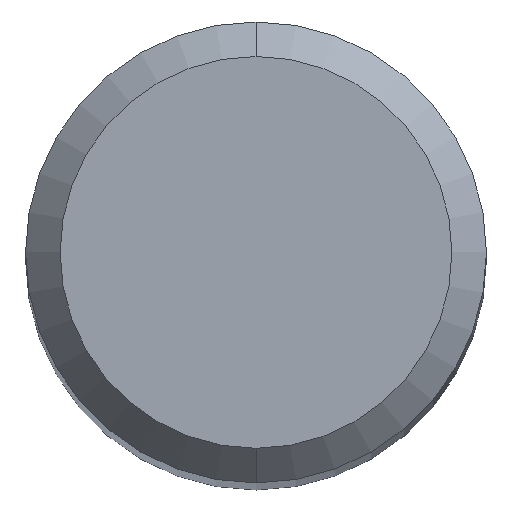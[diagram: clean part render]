
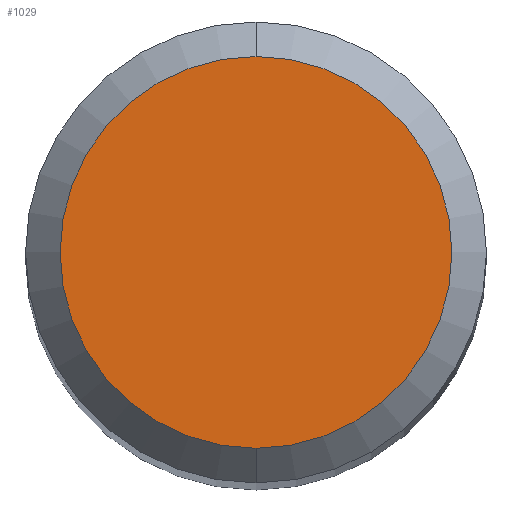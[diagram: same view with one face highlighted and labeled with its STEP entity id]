
A CAD part, top view. The second image highlights one B-rep face of the part: STEP entity #1029.
In plain terms, the highlighted planar face has unit normal (0, 0, 1).
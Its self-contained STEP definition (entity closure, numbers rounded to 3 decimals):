
#563=EDGE_CURVE('',#781,#1017,#1402,.T.);
#781=VERTEX_POINT('',#1639);
#1017=VERTEX_POINT('',#1899);
#1029=ADVANCED_FACE('',(#1911),#1912,.T.);
#1133=EDGE_CURVE('',#1017,#781,#2025,.T.);
#1402=CIRCLE('',#2530,1.7);
#1639=CARTESIAN_POINT('',(0.0,1.7,0.0));
#1899=CARTESIAN_POINT('',(0.,-1.7,0.0));
#1911=FACE_OUTER_BOUND('',#4766,.T.);
#1912=PLANE('',#4767);
#2025=CIRCLE('',#5220,1.7);
#2530=AXIS2_PLACEMENT_3D('',#6003,#6004,#6005);
#4766=EDGE_LOOP('',(#6545,#6546));
#4767=AXIS2_PLACEMENT_3D('',#6547,#6548,#6549);
#5220=AXIS2_PLACEMENT_3D('',#6655,#6656,#6657);
#6003=CARTESIAN_POINT('',(0.0,0.0,0.0));
#6004=DIRECTION('',(0.0,0.0,-1.0));
#6005=DIRECTION('',(0.0,1.0,0.0));
#6545=ORIENTED_EDGE('',*,*,#563,.F.);
#6546=ORIENTED_EDGE('',*,*,#1133,.F.);
#6547=CARTESIAN_POINT('',(0.0,0.85,0.0));
#6548=DIRECTION('',(-0.0,0.0,1.0));
#6549=DIRECTION('',(0.0,-1.0,0.0));
#6655=CARTESIAN_POINT('',(0.0,0.0,0.0));
#6656=DIRECTION('',(0.0,0.0,-1.0));
#6657=DIRECTION('',(0.0,1.0,0.0));
